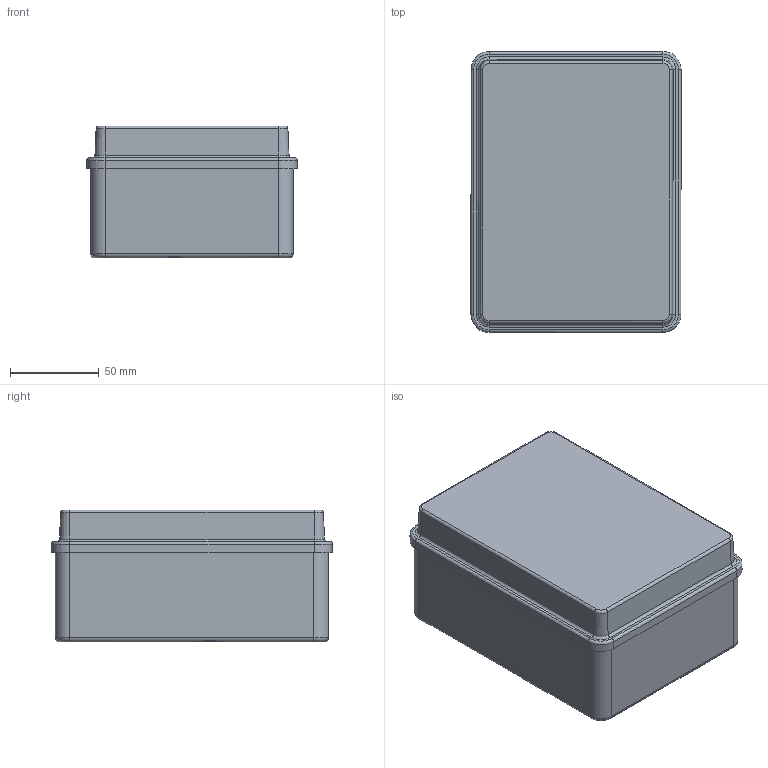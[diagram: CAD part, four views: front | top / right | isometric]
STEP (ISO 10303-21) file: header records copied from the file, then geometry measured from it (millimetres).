
FILE_DESCRIPTION((''),'2;1');
FILE_NAME('GW44206_ASM','2020-07-23T23:23:27',('user'),('Technoprobe spa'),'CREO PARAMETRIC BY PTC INC, 2019471','CREO PARAMETRIC BY PTC INC, 2019471','');
FILE_SCHEMA(('CONFIG_CONTROL_DESIGN'));
Length unit declared in the file: millimetre
Products named in the file (3): PART3; 55910624I2X2_TABELLA_FONDO_150_; GW44206_ASM
Assembly tree (2 placements, depth 2):
  GW44206_ASM
    PART3
    55910624I2X2_TABELLA_FONDO_150_
Bounding box: 118.47 x 158.45 x 74.4 mm (x, y, z)
Volume: 193876.6 mm3; surface area: 162931.9 mm2
Topology: 2 solids, 2 shells, 450 faces, 1138 edges, 718 vertices
Faces by surface type: plane 326, cone 76, cylinder 32, torus 16
Entity records: 13428 total; most frequent: CARTESIAN_POINT 2351, DIRECTION 2290, ORIENTED_EDGE 2276, EDGE_CURVE 1138, VECTOR 880, LINE 880, VERTEX_POINT 718, AXIS2_PLACEMENT_3D 705
